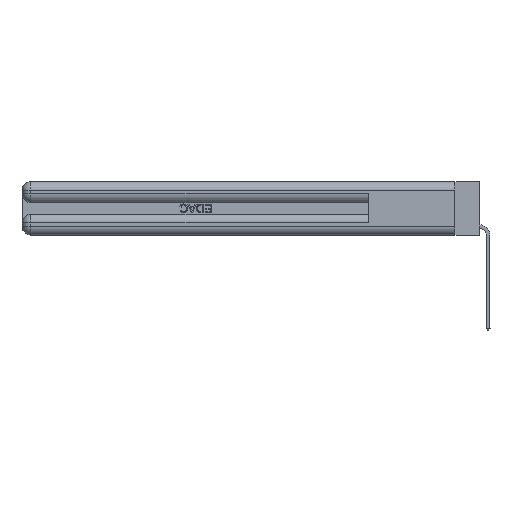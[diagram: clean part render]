
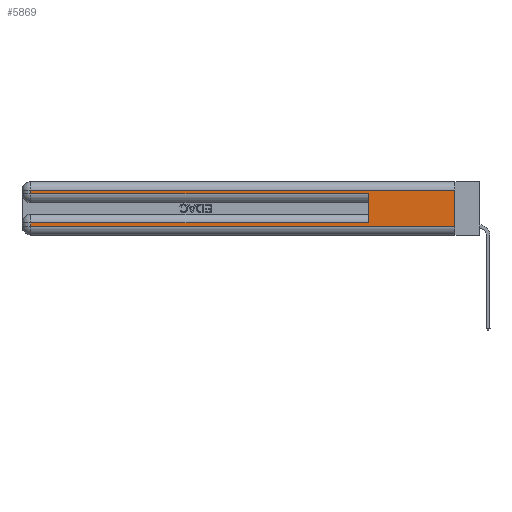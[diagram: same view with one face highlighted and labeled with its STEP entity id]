
A CAD part, left-side view. The second image highlights one B-rep face of the part: STEP entity #5869.
In plain terms, the highlighted planar face has unit normal (-1, 0, 0).
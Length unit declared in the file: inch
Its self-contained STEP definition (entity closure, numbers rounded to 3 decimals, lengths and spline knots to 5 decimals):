
#462 = CARTESIAN_POINT ( 'NONE',  ( 0., 2.94, 0.285 ) ) ;
#570 = FACE_OUTER_BOUND ( 'NONE', #18793, .T. ) ;
#1258 = EDGE_CURVE ( 'NONE', #18439, #30617, #16697, .T. ) ;
#1565 = CARTESIAN_POINT ( 'NONE',  ( 0., 0., 0.085 ) ) ;
#3253 = PLANE ( 'NONE',  #12954 ) ;
#3524 = CARTESIAN_POINT ( 'NONE',  ( 0., 0., 0.06 ) ) ;
#3592 = LINE ( 'NONE', #1565, #28572 ) ;
#5869 = ADVANCED_FACE ( 'NONE', ( #570 ), #3253, .F. ) ;
#6220 = CARTESIAN_POINT ( 'NONE',  ( 0., 2.94, 0.31 ) ) ;
#6593 = LINE ( 'NONE', #27173, #24112 ) ;
#7450 = ORIENTED_EDGE ( 'NONE', *, *, #28665, .T. ) ;
#7482 = DIRECTION ( 'NONE',  ( 0., 0., -1. ) ) ;
#7646 = CARTESIAN_POINT ( 'NONE',  ( 0., 0., 0.37 ) ) ;
#7899 = VECTOR ( 'NONE', #18406, 39.37008 ) ;
#7947 = VERTEX_POINT ( 'NONE', #462 ) ;
#8016 = VECTOR ( 'NONE', #32052, 39.37008 ) ;
#9865 = VERTEX_POINT ( 'NONE', #12700 ) ;
#10043 = CARTESIAN_POINT ( 'NONE',  ( 0., 2.94, 0.37 ) ) ;
#10224 = VERTEX_POINT ( 'NONE', #12697 ) ;
#10582 = VECTOR ( 'NONE', #14424, 39.37008 ) ;
#11272 = CARTESIAN_POINT ( 'NONE',  ( 0., 0., 0.31 ) ) ;
#11354 = ORIENTED_EDGE ( 'NONE', *, *, #26328, .T. ) ;
#11551 = EDGE_CURVE ( 'NONE', #23194, #7947, #27765, .T. ) ;
#11564 = CARTESIAN_POINT ( 'NONE',  ( 0., 0.6, 0.145 ) ) ;
#11882 = EDGE_CURVE ( 'NONE', #12637, #10224, #3592, .T. ) ;
#12067 = LINE ( 'NONE', #11564, #10582 ) ;
#12297 = VECTOR ( 'NONE', #19147, 39.37008 ) ;
#12637 = VERTEX_POINT ( 'NONE', #19032 ) ;
#12697 = CARTESIAN_POINT ( 'NONE',  ( 0., 2.94, 0.085 ) ) ;
#12700 = CARTESIAN_POINT ( 'NONE',  ( 0., 0., 0.31 ) ) ;
#12954 = AXIS2_PLACEMENT_3D ( 'NONE', #13555, #23538, #23864 ) ;
#13555 = CARTESIAN_POINT ( 'NONE',  ( 0., 0., 0.37 ) ) ;
#13887 = DIRECTION ( 'NONE',  ( 0., 1., 0. ) ) ;
#13963 = VECTOR ( 'NONE', #25568, 39.37008 ) ;
#14424 = DIRECTION ( 'NONE',  ( 0., 0., 1. ) ) ;
#14647 = ORIENTED_EDGE ( 'NONE', *, *, #11882, .T. ) ;
#16697 = LINE ( 'NONE', #3524, #8016 ) ;
#17257 = ORIENTED_EDGE ( 'NONE', *, *, #24888, .F. ) ;
#18406 = DIRECTION ( 'NONE',  ( 0., 1., 0. ) ) ;
#18439 = VERTEX_POINT ( 'NONE', #26117 ) ;
#18793 = EDGE_LOOP ( 'NONE', ( #27574, #27396, #19339, #11354, #17257, #14647, #7450, #30907 ) ) ;
#18908 = CARTESIAN_POINT ( 'NONE',  ( 0., 0., 0.06 ) ) ;
#19032 = CARTESIAN_POINT ( 'NONE',  ( 0., 0.6, 0.085 ) ) ;
#19147 = DIRECTION ( 'NONE',  ( 0., 0., -1. ) ) ;
#19339 = ORIENTED_EDGE ( 'NONE', *, *, #11551, .T. ) ;
#19856 = CARTESIAN_POINT ( 'NONE',  ( 0., 0.6, 0.285 ) ) ;
#20649 = LINE ( 'NONE', #7646, #22599 ) ;
#22004 = LINE ( 'NONE', #33261, #12297 ) ;
#22599 = VECTOR ( 'NONE', #7482, 39.37008 ) ;
#23034 = EDGE_CURVE ( 'NONE', #9865, #23194, #25981, .T. ) ;
#23194 = VERTEX_POINT ( 'NONE', #6220 ) ;
#23538 = DIRECTION ( 'NONE',  ( 1., 0., 0. ) ) ;
#23864 = DIRECTION ( 'NONE',  ( 0., 0., -1. ) ) ;
#24112 = VECTOR ( 'NONE', #24806, 39.37008 ) ;
#24806 = DIRECTION ( 'NONE',  ( 0., -1., 0. ) ) ;
#24877 = VERTEX_POINT ( 'NONE', #19856 ) ;
#24888 = EDGE_CURVE ( 'NONE', #12637, #24877, #12067, .T. ) ;
#25568 = DIRECTION ( 'NONE',  ( 0., 0., -1. ) ) ;
#25981 = LINE ( 'NONE', #11272, #7899 ) ;
#26117 = CARTESIAN_POINT ( 'NONE',  ( 0., 2.94, 0.06 ) ) ;
#26328 = EDGE_CURVE ( 'NONE', #7947, #24877, #6593, .T. ) ;
#27173 = CARTESIAN_POINT ( 'NONE',  ( 0., 0., 0.285 ) ) ;
#27396 = ORIENTED_EDGE ( 'NONE', *, *, #23034, .T. ) ;
#27574 = ORIENTED_EDGE ( 'NONE', *, *, #29857, .F. ) ;
#27765 = LINE ( 'NONE', #10043, #13963 ) ;
#28572 = VECTOR ( 'NONE', #13887, 39.37008 ) ;
#28665 = EDGE_CURVE ( 'NONE', #10224, #18439, #22004, .T. ) ;
#29857 = EDGE_CURVE ( 'NONE', #9865, #30617, #20649, .T. ) ;
#30617 = VERTEX_POINT ( 'NONE', #18908 ) ;
#30907 = ORIENTED_EDGE ( 'NONE', *, *, #1258, .T. ) ;
#32052 = DIRECTION ( 'NONE',  ( 0., -1., 0. ) ) ;
#33261 = CARTESIAN_POINT ( 'NONE',  ( 0., 2.94, 0.37 ) ) ;
